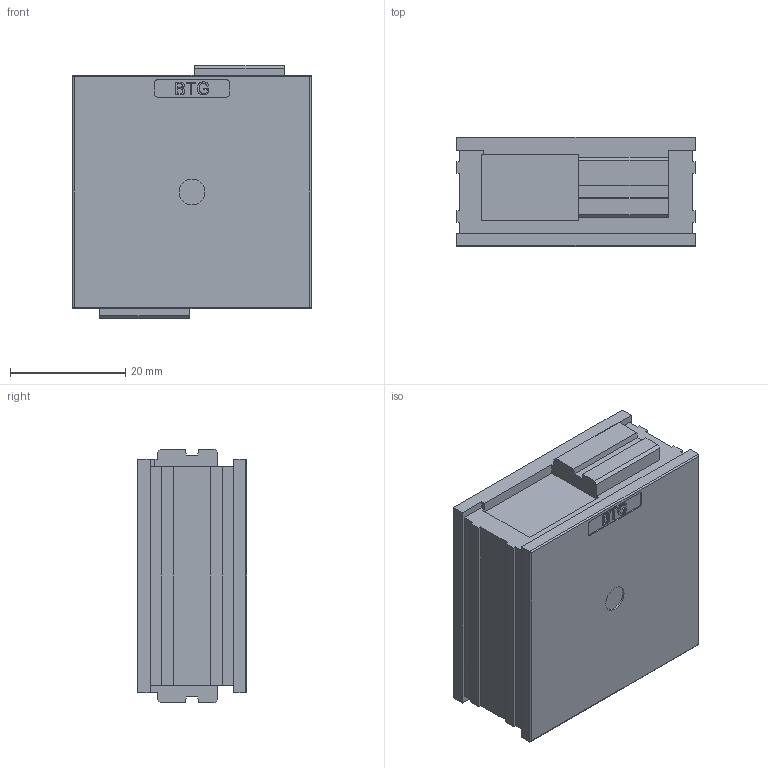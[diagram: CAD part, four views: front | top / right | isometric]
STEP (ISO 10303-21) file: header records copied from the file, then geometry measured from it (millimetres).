
FILE_DESCRIPTION(('STEP AP242'),'1');
FILE_NAME('41252.stp','2019-09-26T06:46:39',('TraceParts'),('TraceParts S.A.'),'Spatial InterOp 3D',' ',' ');
FILE_SCHEMA(('AP242_MANAGED_MODEL_BASED_3D_ENGINEERING_MIM_LF {1 0 10303 442 1 1 4}'));
Length unit declared in the file: millimetre
Products named in the file (1): 41252
Bounding box: 41.5 x 19 x 44 mm (x, y, z)
Volume: 18099.8 mm3; surface area: 8369.2 mm2
Topology: 1 solids, 1 shells, 136 faces, 366 edges, 242 vertices
Faces by surface type: plane 101, bspline 19, cylinder 14, torus 2
Entity records: 6313 total; most frequent: CARTESIAN_POINT 1904, ORIENTED_EDGE 732, DIRECTION 584, EDGE_CURVE 366, LINE 300, VECTOR 300, VERTEX_POINT 242, EDGE_LOOP 146
